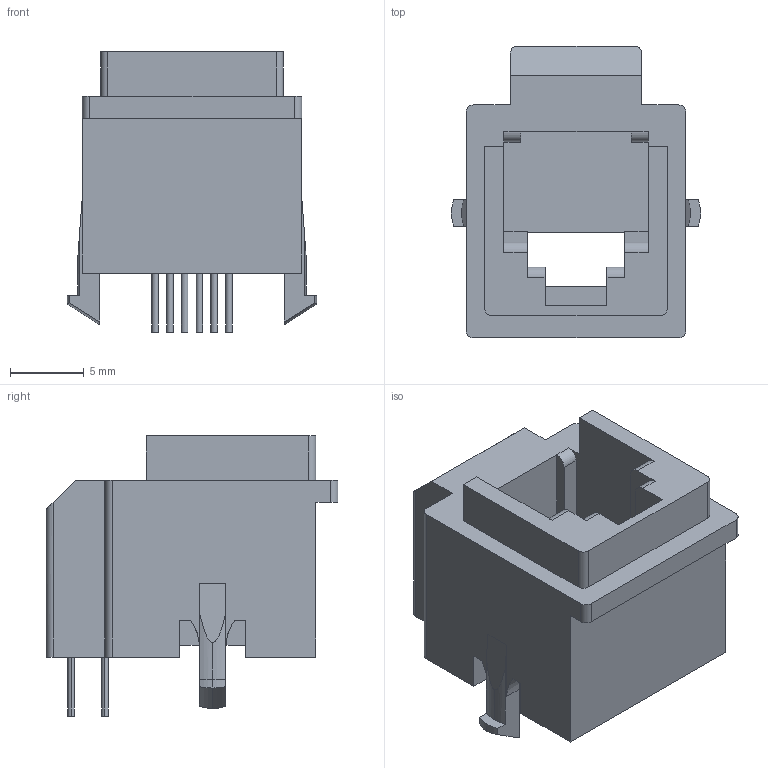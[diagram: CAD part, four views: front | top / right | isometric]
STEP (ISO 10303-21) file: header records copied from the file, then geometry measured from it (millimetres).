
FILE_DESCRIPTION(('STEP AP203'),'1');
FILE_NAME('tm3ra-66_50_.stp','2025-09-08T14:21:32',('TraceParts'),('TraceParts S.A.'),'Spatial InterOp 3D',' ',' ');
FILE_SCHEMA(('CONFIG_CONTROL_DESIGN'));
Length unit declared in the file: millimetre
Products named in the file (1): 1
Bounding box: 16.9 x 19.8 x 19 mm (x, y, z)
Volume: 2095.6 mm3; surface area: 2051.7 mm2
Topology: 1 solids, 1 shells, 126 faces, 340 edges, 222 vertices
Faces by surface type: plane 84, cylinder 42
Entity records: 3984 total; most frequent: CARTESIAN_POINT 689, ORIENTED_EDGE 680, DIRECTION 678, EDGE_CURVE 340, LINE 256, VECTOR 256, VERTEX_POINT 222, AXIS2_PLACEMENT_3D 211
